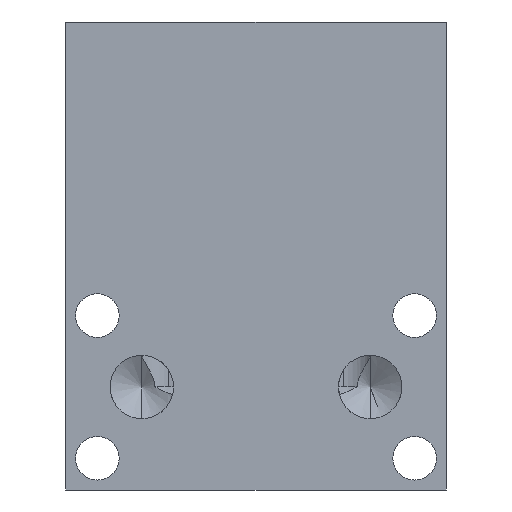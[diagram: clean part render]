
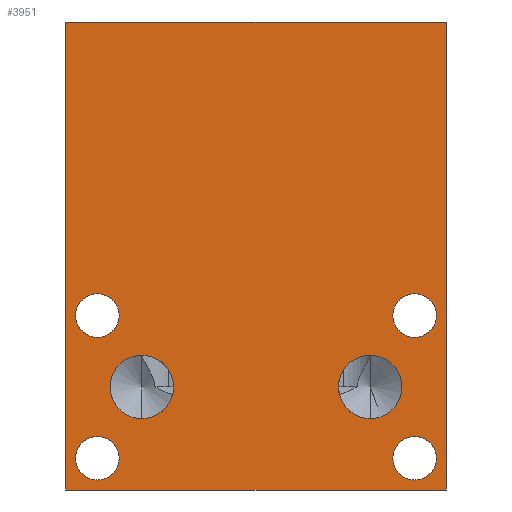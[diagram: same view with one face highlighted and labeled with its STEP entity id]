
A CAD part, left-side view. The second image highlights one B-rep face of the part: STEP entity #3951.
In plain terms, the highlighted planar face has unit normal (-1, 0, 0).
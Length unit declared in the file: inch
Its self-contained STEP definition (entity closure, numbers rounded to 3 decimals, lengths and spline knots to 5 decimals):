
#1=DIRECTION('',(0.,-1.,0.));
#2=VECTOR('',#1,3.);
#3=CARTESIAN_POINT('',(0.,0.,0.));
#4=LINE('',#3,#2);
#37=DIRECTION('',(0.,0.,1.));
#38=VECTOR('',#37,3.688);
#39=CARTESIAN_POINT('',(0.,0.,0.));
#40=LINE('',#39,#38);
#41=CARTESIAN_POINT('',(0.,-0.25,0.25));
#42=DIRECTION('',(1.,0.,0.));
#43=DIRECTION('',(0.,0.,-1.));
#44=AXIS2_PLACEMENT_3D('',#41,#42,#43);
#46=CARTESIAN_POINT('',(0.,-0.25,0.25));
#47=DIRECTION('',(1.,0.,0.));
#48=DIRECTION('',(0.,0.,1.));
#49=AXIS2_PLACEMENT_3D('',#46,#47,#48);
#51=CARTESIAN_POINT('',(0.,-0.25,1.375));
#52=DIRECTION('',(1.,0.,0.));
#53=DIRECTION('',(0.,0.,-1.));
#54=AXIS2_PLACEMENT_3D('',#51,#52,#53);
#56=CARTESIAN_POINT('',(0.,-0.25,1.375));
#57=DIRECTION('',(1.,0.,0.));
#58=DIRECTION('',(0.,0.,1.));
#59=AXIS2_PLACEMENT_3D('',#56,#57,#58);
#61=CARTESIAN_POINT('',(0.,-2.75,1.375));
#62=DIRECTION('',(1.,0.,0.));
#63=DIRECTION('',(0.,0.,-1.));
#64=AXIS2_PLACEMENT_3D('',#61,#62,#63);
#66=CARTESIAN_POINT('',(0.,-2.75,1.375));
#67=DIRECTION('',(1.,0.,0.));
#68=DIRECTION('',(0.,0.,1.));
#69=AXIS2_PLACEMENT_3D('',#66,#67,#68);
#71=CARTESIAN_POINT('',(0.,-2.75,0.25));
#72=DIRECTION('',(1.,0.,0.));
#73=DIRECTION('',(0.,0.,-1.));
#74=AXIS2_PLACEMENT_3D('',#71,#72,#73);
#76=CARTESIAN_POINT('',(0.,-2.75,0.25));
#77=DIRECTION('',(1.,0.,0.));
#78=DIRECTION('',(0.,0.,1.));
#79=AXIS2_PLACEMENT_3D('',#76,#77,#78);
#81=CARTESIAN_POINT('',(0.,-0.6,0.812));
#82=DIRECTION('',(1.,0.,0.));
#83=DIRECTION('',(0.,0.,-1.));
#84=AXIS2_PLACEMENT_3D('',#81,#82,#83);
#86=CARTESIAN_POINT('',(0.,-0.6,0.812));
#87=DIRECTION('',(1.,0.,0.));
#88=DIRECTION('',(0.,0.,1.));
#89=AXIS2_PLACEMENT_3D('',#86,#87,#88);
#91=CARTESIAN_POINT('',(0.,-2.4,0.812));
#92=DIRECTION('',(1.,0.,0.));
#93=DIRECTION('',(0.,0.,-1.));
#94=AXIS2_PLACEMENT_3D('',#91,#92,#93);
#96=CARTESIAN_POINT('',(0.,-2.4,0.812));
#97=DIRECTION('',(1.,0.,0.));
#98=DIRECTION('',(0.,0.,1.));
#99=AXIS2_PLACEMENT_3D('',#96,#97,#98);
#857=DIRECTION('',(0.,-1.,0.));
#858=VECTOR('',#857,3.);
#859=CARTESIAN_POINT('',(0.,0.,3.688));
#860=LINE('',#859,#858);
#3032=DIRECTION('',(0.,0.,1.));
#3033=VECTOR('',#3032,3.688);
#3034=CARTESIAN_POINT('',(0.,-3.,0.));
#3035=LINE('',#3034,#3033);
#3411=CARTESIAN_POINT('',(0.,0.,0.));
#3412=CARTESIAN_POINT('',(0.,-3.,0.));
#3413=VERTEX_POINT('',#3411);
#3414=VERTEX_POINT('',#3412);
#3419=CARTESIAN_POINT('',(0.,0.,3.688));
#3420=CARTESIAN_POINT('',(0.,-3.,3.688));
#3421=VERTEX_POINT('',#3419);
#3422=VERTEX_POINT('',#3420);
#3731=CARTESIAN_POINT('',(0.,-0.25,0.078));
#3732=CARTESIAN_POINT('',(0.,-0.25,0.422));
#3733=VERTEX_POINT('',#3731);
#3734=VERTEX_POINT('',#3732);
#3739=CARTESIAN_POINT('',(0.,-0.25,1.203));
#3740=CARTESIAN_POINT('',(0.,-0.25,1.547));
#3741=VERTEX_POINT('',#3739);
#3742=VERTEX_POINT('',#3740);
#3747=CARTESIAN_POINT('',(0.,-2.75,1.203));
#3748=CARTESIAN_POINT('',(0.,-2.75,1.547));
#3749=VERTEX_POINT('',#3747);
#3750=VERTEX_POINT('',#3748);
#3755=CARTESIAN_POINT('',(0.,-2.75,0.078));
#3756=CARTESIAN_POINT('',(0.,-2.75,0.422));
#3757=VERTEX_POINT('',#3755);
#3758=VERTEX_POINT('',#3756);
#3767=CARTESIAN_POINT('',(0.,-0.6,0.562));
#3768=CARTESIAN_POINT('',(0.,-0.6,1.062));
#3769=VERTEX_POINT('',#3767);
#3770=VERTEX_POINT('',#3768);
#3786=CARTESIAN_POINT('',(0.,-2.4,0.562));
#3787=CARTESIAN_POINT('',(0.,-2.4,1.062));
#3788=VERTEX_POINT('',#3786);
#3789=VERTEX_POINT('',#3787);
#3901=CARTESIAN_POINT('',(0.,0.,0.));
#3902=DIRECTION('',(-1.,0.,0.));
#3903=DIRECTION('',(0.,-1.,0.));
#3904=AXIS2_PLACEMENT_3D('',#3901,#3902,#3903);
#3905=PLANE('',#3904);
#3906=ORIENTED_EDGE('',*,*,#3878,.F.);
#3908=ORIENTED_EDGE('',*,*,#3907,.T.);
#3910=ORIENTED_EDGE('',*,*,#3909,.T.);
#3912=ORIENTED_EDGE('',*,*,#3911,.F.);
#3913=EDGE_LOOP('',(#3906,#3908,#3910,#3912));
#3914=FACE_OUTER_BOUND('',#3913,.F.);
#3916=ORIENTED_EDGE('',*,*,#3915,.F.);
#3918=ORIENTED_EDGE('',*,*,#3917,.F.);
#3919=EDGE_LOOP('',(#3916,#3918));
#3920=FACE_BOUND('',#3919,.F.);
#3922=ORIENTED_EDGE('',*,*,#3921,.F.);
#3924=ORIENTED_EDGE('',*,*,#3923,.F.);
#3925=EDGE_LOOP('',(#3922,#3924));
#3926=FACE_BOUND('',#3925,.F.);
#3928=ORIENTED_EDGE('',*,*,#3927,.F.);
#3930=ORIENTED_EDGE('',*,*,#3929,.F.);
#3931=EDGE_LOOP('',(#3928,#3930));
#3932=FACE_BOUND('',#3931,.F.);
#3934=ORIENTED_EDGE('',*,*,#3933,.F.);
#3936=ORIENTED_EDGE('',*,*,#3935,.F.);
#3937=EDGE_LOOP('',(#3934,#3936));
#3938=FACE_BOUND('',#3937,.F.);
#3940=ORIENTED_EDGE('',*,*,#3939,.F.);
#3942=ORIENTED_EDGE('',*,*,#3941,.F.);
#3943=EDGE_LOOP('',(#3940,#3942));
#3944=FACE_BOUND('',#3943,.F.);
#3946=ORIENTED_EDGE('',*,*,#3945,.F.);
#3948=ORIENTED_EDGE('',*,*,#3947,.F.);
#3949=EDGE_LOOP('',(#3946,#3948));
#3950=FACE_BOUND('',#3949,.F.);
#3951=ADVANCED_FACE('',(#3914,#3920,#3926,#3932,#3938,#3944,#3950),#3905,.T.);
#45=CIRCLE('',#44,0.172);
#50=CIRCLE('',#49,0.172);
#55=CIRCLE('',#54,0.172);
#60=CIRCLE('',#59,0.172);
#65=CIRCLE('',#64,0.172);
#70=CIRCLE('',#69,0.172);
#75=CIRCLE('',#74,0.172);
#80=CIRCLE('',#79,0.172);
#85=CIRCLE('',#84,0.25);
#90=CIRCLE('',#89,0.25);
#95=CIRCLE('',#94,0.25);
#100=CIRCLE('',#99,0.25);
#3878=EDGE_CURVE('',#3413,#3414,#4,.T.);
#3907=EDGE_CURVE('',#3413,#3421,#40,.T.);
#3909=EDGE_CURVE('',#3421,#3422,#860,.T.);
#3911=EDGE_CURVE('',#3414,#3422,#3035,.T.);
#3915=EDGE_CURVE('',#3733,#3734,#45,.T.);
#3917=EDGE_CURVE('',#3734,#3733,#50,.T.);
#3921=EDGE_CURVE('',#3741,#3742,#55,.T.);
#3923=EDGE_CURVE('',#3742,#3741,#60,.T.);
#3927=EDGE_CURVE('',#3749,#3750,#65,.T.);
#3929=EDGE_CURVE('',#3750,#3749,#70,.T.);
#3933=EDGE_CURVE('',#3757,#3758,#75,.T.);
#3935=EDGE_CURVE('',#3758,#3757,#80,.T.);
#3939=EDGE_CURVE('',#3769,#3770,#85,.T.);
#3941=EDGE_CURVE('',#3770,#3769,#90,.T.);
#3945=EDGE_CURVE('',#3788,#3789,#95,.T.);
#3947=EDGE_CURVE('',#3789,#3788,#100,.T.);
